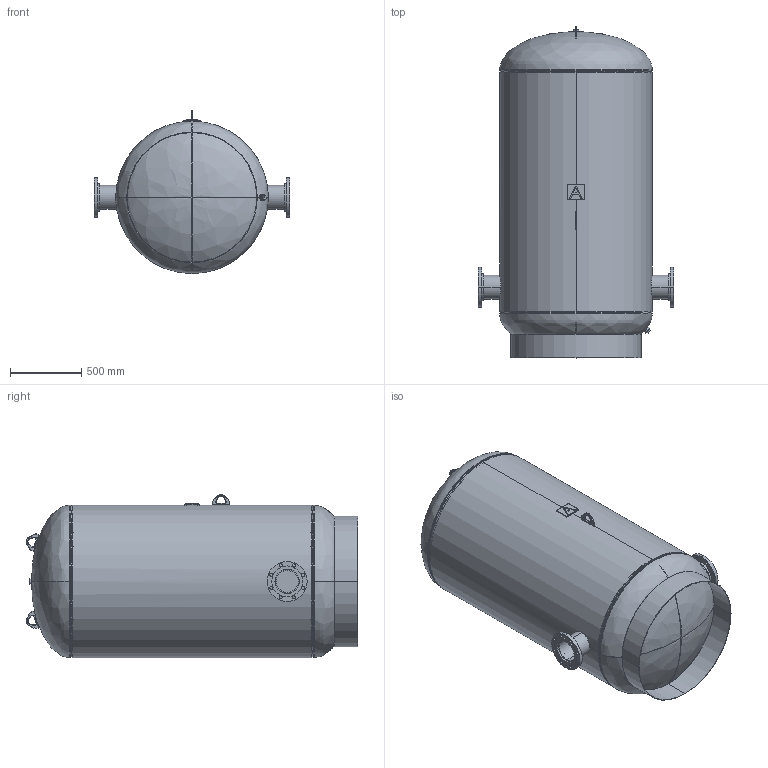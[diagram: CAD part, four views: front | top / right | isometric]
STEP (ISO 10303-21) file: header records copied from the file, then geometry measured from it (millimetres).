
FILE_DESCRIPTION (( 'STEP AP203' ), '1' );
FILE_NAME ('CBT-500.6.STEP', '2019-12-18T18:30:25', ( '' ), ( '' ), 'SwSTEP 2.0', 'SolidWorks 2019', '' );
FILE_SCHEMA (( 'CONFIG_CONTROL_DESIGN' ));
Length unit declared in the file: inch
Products named in the file (16): 55A0621_default; 55K0266; 9400542; 9200230; 9455042; PLUGS_9500150; 99B3486; 9600830_42" VERT; 9301110_6.125; SORF FLANGES ASME B16.5_6 150# SA-105; 55Q0378; CBT-500.6; 9500050; 9500040
Assembly tree (30 placements, depth 3):
  CBT-500.6
    99B3486
    9200230
    9200230
    9500040
    9500050
    PLUGS_9500150
    55A0621_default
      9301110_6.125
      SORF FLANGES ASME B16.5_6 150# SA-105
    55A0621_default
      9301110_6.125
      SORF FLANGES ASME B16.5_6 150# SA-105
    9455042
    55K0266  x12
    9400542  x3
    55Q0378
    9600830_42" VERT
Bounding box: 1371.6 x 2323.77 x 1142.72 mm (x, y, z)
Volume: 60288094.9 mm3; surface area: 21466411.3 mm2
Topology: 30 solids, 30 shells, 498 faces, 1125 edges, 690 vertices
Faces by surface type: cylinder 199, plane 171, torus 84, cone 24, bspline 20
Entity records: 13652 total; most frequent: CARTESIAN_POINT 5134, DIRECTION 1460, ORIENTED_EDGE 1250, EDGE_CURVE 625, AXIS2_PLACEMENT_3D 609, VERTEX_POINT 386, CIRCLE 320, EDGE_LOOP 313
